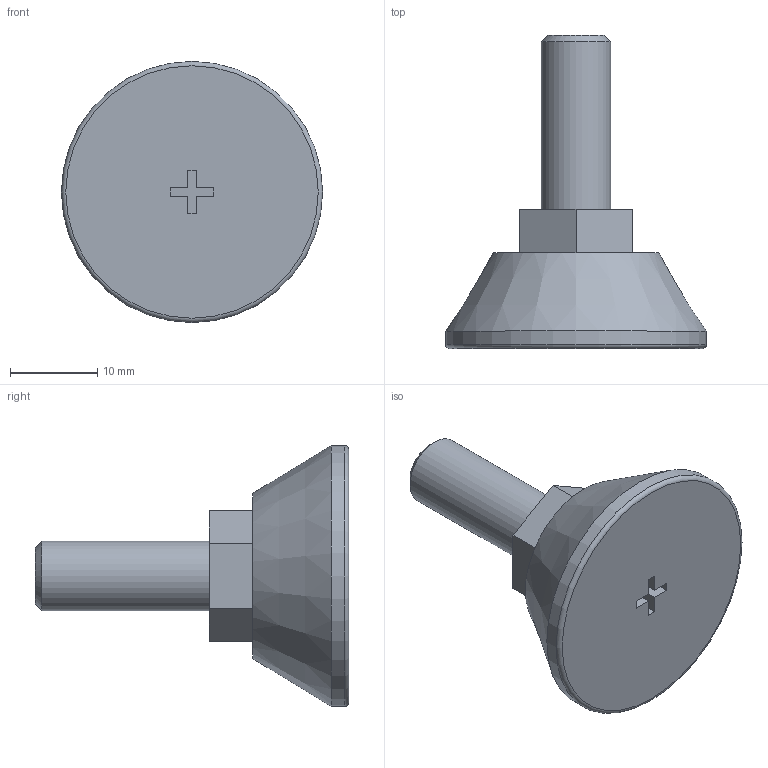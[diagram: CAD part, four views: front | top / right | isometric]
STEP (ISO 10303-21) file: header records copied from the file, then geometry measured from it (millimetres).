
FILE_DESCRIPTION( ( 'STEP AP214' ), '1' );
FILE_NAME( 'K0675.3008X020.stp', '2020-12-09T11:08:46', ( '' ), ( '' ), ' ', 'PARTsolutions', ' ' );
FILE_SCHEMA( ( 'AUTOMOTIVE_DESIGN { 1 0 10303 214 1 1 1 1 }' ) );
Length unit declared in the file: millimetre
Products named in the file (1): _K0675.3008X020
Bounding box: 30 x 36 x 30 mm (x, y, z)
Volume: 7417.1 mm3; surface area: 2766.1 mm2
Topology: 1 solids, 1 shells, 28 faces, 67 edges, 44 vertices
Faces by surface type: plane 23, cylinder 2, cone 2, torus 1
Full cylindrical faces by diameter (mm): 8 x1, 30 x1
Entity records: 1008 total; most frequent: CARTESIAN_POINT 133, DIRECTION 126, ORIENTED_EDGE 122, EDGE_CURVE 61, LINE 54, VECTOR 54, VERTEX_POINT 43, AXIS2_PLACEMENT_3D 36
